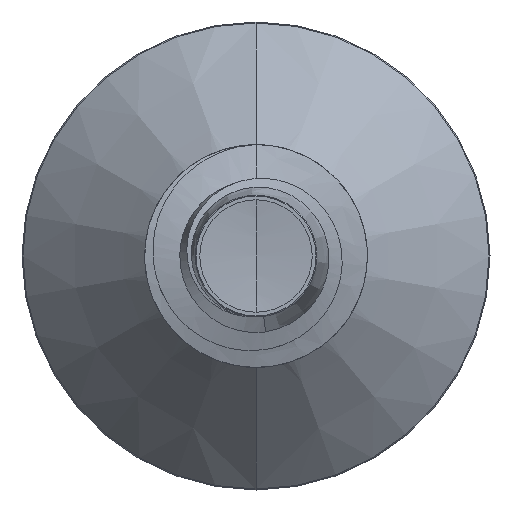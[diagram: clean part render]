
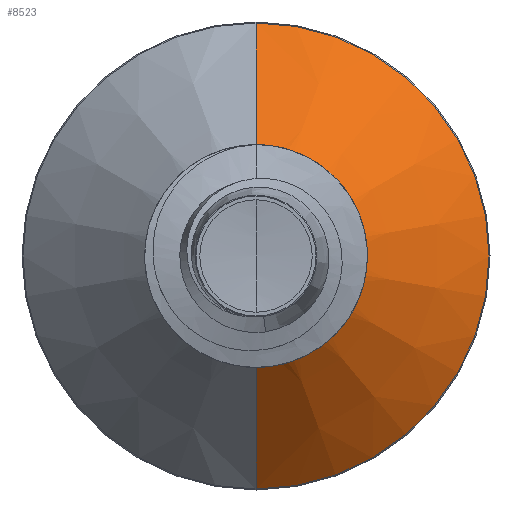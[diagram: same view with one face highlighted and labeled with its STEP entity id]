
A CAD part, front view. The second image highlights one B-rep face of the part: STEP entity #8523.
In plain terms, the highlighted conical face has half-angle 45 degrees and reference radius 1.506 mm.
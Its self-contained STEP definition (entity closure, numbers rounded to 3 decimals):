
#215 = EDGE_LOOP ( 'NONE', ( #4303, #3943, #8853, #8666 ) ) ;
#482 = VERTEX_POINT ( 'NONE', #11001 ) ;
#790 = EDGE_CURVE ( 'NONE', #8085, #6985, #6290, .T. ) ;
#1316 = DIRECTION ( 'NONE',  ( 0., 0.707, -0.707 ) ) ;
#1337 = CARTESIAN_POINT ( 'NONE',  ( 0., 4.106, -1.506 ) ) ;
#1548 = CARTESIAN_POINT ( 'NONE',  ( 0., 4.106, 1.506 ) ) ;
#1912 = FACE_OUTER_BOUND ( 'NONE', #215, .T. ) ;
#2118 = EDGE_CURVE ( 'NONE', #482, #4356, #8909, .T. ) ;
#2909 = AXIS2_PLACEMENT_3D ( 'NONE', #7986, #7973, #7971 ) ;
#3729 = CONICAL_SURFACE ( 'NONE', #6207, 1.506, 0.785 ) ;
#3943 = ORIENTED_EDGE ( 'NONE', *, *, #2118, .T. ) ;
#4303 = ORIENTED_EDGE ( 'NONE', *, *, #4361, .T. ) ;
#4356 = VERTEX_POINT ( 'NONE', #8114 ) ;
#4361 = EDGE_CURVE ( 'NONE', #8085, #482, #10539, .T. ) ;
#4505 = CARTESIAN_POINT ( 'NONE',  ( 0., 6.782, 0. ) ) ;
#5303 = DIRECTION ( 'NONE',  ( 0., 1., 0. ) ) ;
#5359 = VECTOR ( 'NONE', #9327, 1000. ) ;
#5361 = CARTESIAN_POINT ( 'NONE',  ( 0., 4.106, 0. ) ) ;
#5370 = DIRECTION ( 'NONE',  ( 0., 0., 1. ) ) ;
#5376 = DIRECTION ( 'NONE',  ( 0., 0., 1. ) ) ;
#5617 = CIRCLE ( 'NONE', #5778, 4.182 ) ;
#5778 = AXIS2_PLACEMENT_3D ( 'NONE', #4505, #10303, #5370 ) ;
#6173 = CARTESIAN_POINT ( 'NONE',  ( 0., 4.106, 1.506 ) ) ;
#6207 = AXIS2_PLACEMENT_3D ( 'NONE', #5361, #5303, #5376 ) ;
#6290 = LINE ( 'NONE', #1548, #5359 ) ;
#6715 = VECTOR ( 'NONE', #1316, 1000. ) ;
#6985 = VERTEX_POINT ( 'NONE', #9841 ) ;
#7971 = DIRECTION ( 'NONE',  ( 0., 0., 1. ) ) ;
#7973 = DIRECTION ( 'NONE',  ( 0., 1., 0. ) ) ;
#7986 = CARTESIAN_POINT ( 'NONE',  ( 0., 4.106, 0. ) ) ;
#8085 = VERTEX_POINT ( 'NONE', #6173 ) ;
#8114 = CARTESIAN_POINT ( 'NONE',  ( 0., 6.782, -4.182 ) ) ;
#8523 = ADVANCED_FACE ( 'NONE', ( #1912 ), #3729, .T. ) ;
#8666 = ORIENTED_EDGE ( 'NONE', *, *, #790, .F. ) ;
#8853 = ORIENTED_EDGE ( 'NONE', *, *, #10754, .F. ) ;
#8909 = LINE ( 'NONE', #1337, #6715 ) ;
#9327 = DIRECTION ( 'NONE',  ( 0., 0.707, 0.707 ) ) ;
#9841 = CARTESIAN_POINT ( 'NONE',  ( 0., 6.782, 4.182 ) ) ;
#10303 = DIRECTION ( 'NONE',  ( 0., 1., 0. ) ) ;
#10539 = CIRCLE ( 'NONE', #2909, 1.506 ) ;
#10754 = EDGE_CURVE ( 'NONE', #6985, #4356, #5617, .T. ) ;
#11001 = CARTESIAN_POINT ( 'NONE',  ( 0., 4.106, -1.506 ) ) ;
